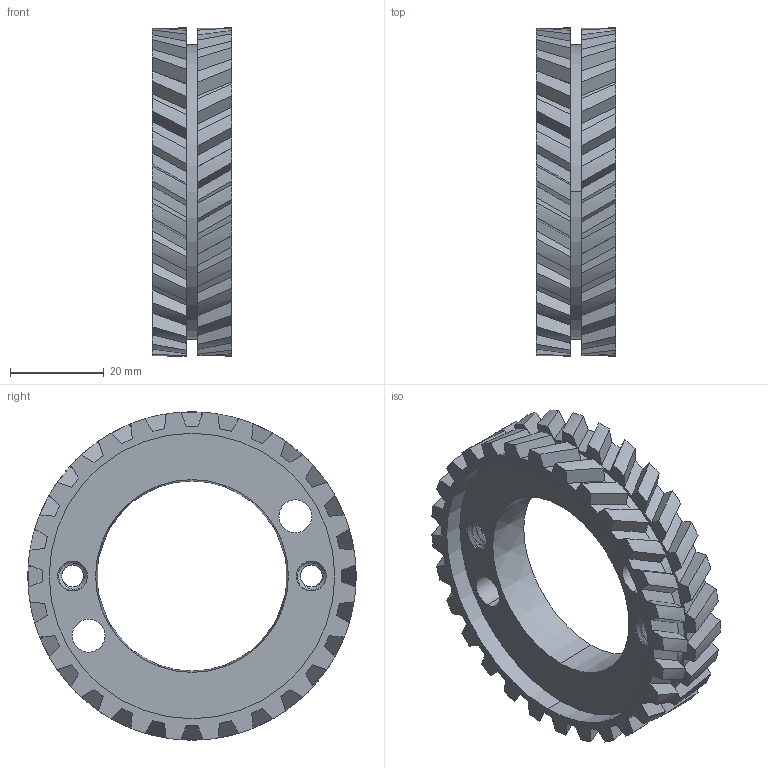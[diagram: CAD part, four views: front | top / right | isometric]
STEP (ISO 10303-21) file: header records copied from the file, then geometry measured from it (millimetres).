
FILE_DESCRIPTION (( 'STEP AP203' ), '1' );
FILE_NAME ('7955K12_High-Strength Ultra-Quiet Timing Belt Pulley.STEP', '2021-09-14T17:28:00', ( 'Administrator' ), ( 'Managed by Terraform' ), 'SwSTEP 2.0', 'SolidWorks 2017', '' );
FILE_SCHEMA (( 'CONFIG_CONTROL_DESIGN' ));
Length unit declared in the file: millimetre
Products named in the file (1): 7955K12_High-Strength Ultra-Quiet Timing Belt Pulley
Bounding box: 17 x 69.85 x 69.85 mm (x, y, z)
Volume: 23053.6 mm3; surface area: 14378.3 mm2
Topology: 1 solids, 1 shells, 296 faces, 861 edges, 571 vertices
Faces by surface type: plane 174, cylinder 100, cone 16, bspline 6
Entity records: 15163 total; most frequent: CARTESIAN_POINT 7663, ORIENTED_EDGE 1722, DIRECTION 1388, EDGE_CURVE 861, VERTEX_POINT 571, VECTOR 502, LINE 502, AXIS2_PLACEMENT_3D 443
